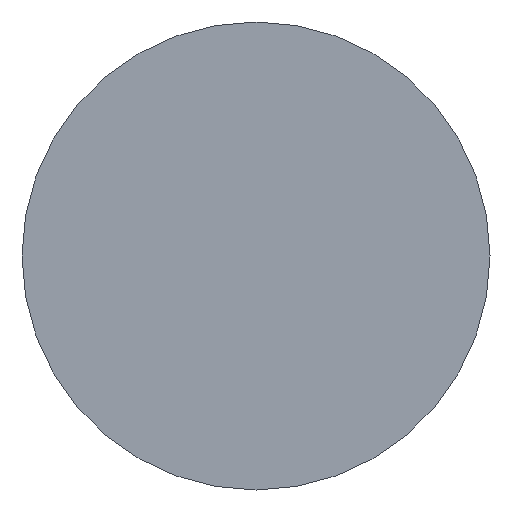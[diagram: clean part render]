
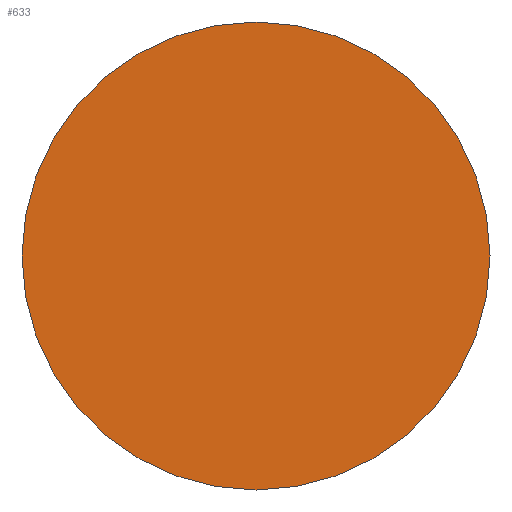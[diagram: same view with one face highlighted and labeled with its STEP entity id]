
A CAD part, front view. The second image highlights one B-rep face of the part: STEP entity #633.
In plain terms, the highlighted planar face has unit normal (0, -1, 0).
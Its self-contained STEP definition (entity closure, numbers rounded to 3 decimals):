
#55=PLANE('',#716);
#88=FACE_OUTER_BOUND('',#127,.T.);
#127=EDGE_LOOP('',(#489,#490));
#194=CIRCLE('',#717,27.75);
#195=CIRCLE('',#718,27.75);
#258=VERTEX_POINT('',#1121);
#259=VERTEX_POINT('',#1122);
#342=EDGE_CURVE('',#258,#259,#194,.T.);
#343=EDGE_CURVE('',#259,#258,#195,.T.);
#489=ORIENTED_EDGE('',*,*,#342,.F.);
#490=ORIENTED_EDGE('',*,*,#343,.F.);
#633=ADVANCED_FACE('',(#88),#55,.T.);
#716=AXIS2_PLACEMENT_3D('',#1120,#871,#872);
#717=AXIS2_PLACEMENT_3D('',#1123,#873,#874);
#718=AXIS2_PLACEMENT_3D('',#1124,#875,#876);
#871=DIRECTION('center_axis',(0.,-1.,0.));
#872=DIRECTION('ref_axis',(0.,0.,-1.));
#873=DIRECTION('center_axis',(0.,1.,0.));
#874=DIRECTION('ref_axis',(-1.,0.,0.));
#875=DIRECTION('center_axis',(0.,1.,0.));
#876=DIRECTION('ref_axis',(-1.,0.,0.));
#1120=CARTESIAN_POINT('Origin',(-13.875,0.,0.));
#1121=CARTESIAN_POINT('',(-27.75,0.,0.));
#1122=CARTESIAN_POINT('',(27.75,0.,0.));
#1123=CARTESIAN_POINT('Origin',(0.,0.,0.));
#1124=CARTESIAN_POINT('Origin',(0.,0.,0.));
